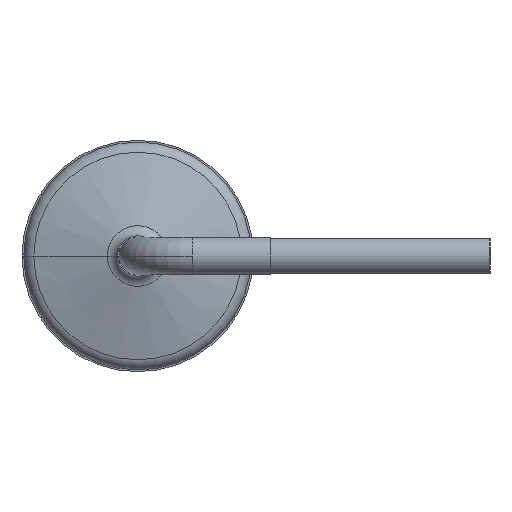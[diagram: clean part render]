
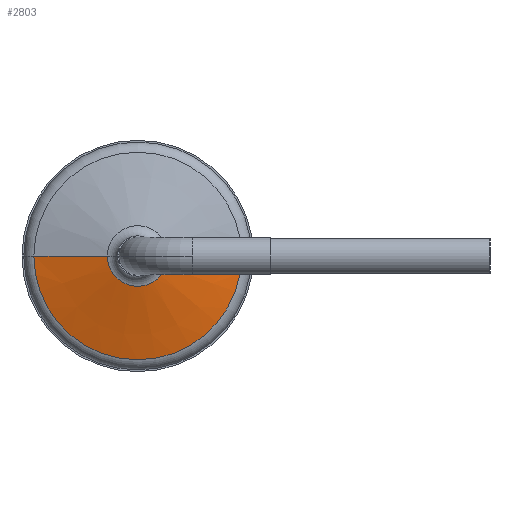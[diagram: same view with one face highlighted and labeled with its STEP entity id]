
A CAD part, left-side view. The second image highlights one B-rep face of the part: STEP entity #2803.
In plain terms, the highlighted conical face has half-angle 75 degrees and reference radius 1.504 mm.
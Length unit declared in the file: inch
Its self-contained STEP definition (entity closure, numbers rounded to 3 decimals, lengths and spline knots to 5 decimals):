
#523 = CARTESIAN_POINT ( 'NONE',  ( 0.15855, 0.01679, 0. ) ) ;
#564 = CARTESIAN_POINT ( 'NONE',  ( 0.15855, 0.13521, 0. ) ) ;
#1344 = DIRECTION ( 'NONE',  ( 0., -1., 0. ) ) ;
#1345 = DIRECTION ( 'NONE',  ( -1., 0., 0. ) ) ;
#1346 = CARTESIAN_POINT ( 'NONE',  ( 0.15855, 0.076, 0. ) ) ;
#1347 = AXIS2_PLACEMENT_3D ( 'NONE', #1346, #1345, #1344 ) ;
#1348 = CIRCLE ( 'NONE', #1347, 0.05921 ) ;
#1578 = FACE_OUTER_BOUND ( 'NONE', #2804, .T. ) ;
#1633 = DIRECTION ( 'NONE',  ( 0., 1., 0. ) ) ;
#1634 = DIRECTION ( 'NONE',  ( 1., 0., 0. ) ) ;
#1635 = AXIS2_PLACEMENT_3D ( 'NONE', #1639, #1634, #1633 ) ;
#1636 = CONICAL_SURFACE ( 'NONE', #1635, 0.05921, 1.309 ) ;
#1639 = CARTESIAN_POINT ( 'NONE',  ( 0.15855, 0.076, 0. ) ) ;
#2139 = EDGE_CURVE ( 'NONE', #2173, #2172, #3177, .T. ) ;
#2172 = VERTEX_POINT ( 'NONE', #3465 ) ;
#2173 = VERTEX_POINT ( 'NONE', #3432 ) ;
#2175 = EDGE_CURVE ( 'NONE', #2172, #2491, #3431, .T. ) ;
#2178 = EDGE_CURVE ( 'NONE', #2173, #2488, #3427, .T. ) ;
#2488 = VERTEX_POINT ( 'NONE', #564 ) ;
#2491 = VERTEX_POINT ( 'NONE', #523 ) ;
#2645 = ORIENTED_EDGE ( 'NONE', *, *, #2175, .F. ) ;
#2646 = ORIENTED_EDGE ( 'NONE', *, *, #2139, .F. ) ;
#2647 = ORIENTED_EDGE ( 'NONE', *, *, #2178, .T. ) ;
#2648 = ORIENTED_EDGE ( 'NONE', *, *, #2749, .T. ) ;
#2749 = EDGE_CURVE ( 'NONE', #2488, #2491, #1348, .T. ) ;
#2803 = ADVANCED_FACE ( 'NONE', ( #1578 ), #1636, .T. ) ;
#2804 = EDGE_LOOP ( 'NONE', ( #2645, #2646, #2647, #2648 ) ) ;
#3173 = DIRECTION ( 'NONE',  ( 0., -1., 0. ) ) ;
#3174 = DIRECTION ( 'NONE',  ( -1., 0., 0. ) ) ;
#3175 = CARTESIAN_POINT ( 'NONE',  ( 0.14732, 0.076, 0. ) ) ;
#3176 = AXIS2_PLACEMENT_3D ( 'NONE', #3175, #3174, #3173 ) ;
#3177 = CIRCLE ( 'NONE', #3176, 0.01729 ) ;
#3424 = DIRECTION ( 'NONE',  ( 0.259, 0.966, 0. ) ) ;
#3425 = VECTOR ( 'NONE', #3424, 39.37008 ) ;
#3426 = CARTESIAN_POINT ( 'NONE',  ( 0.15855, 0.13521, 0. ) ) ;
#3427 = LINE ( 'NONE', #3426, #3425 ) ;
#3428 = DIRECTION ( 'NONE',  ( 0.259, -0.966, 0. ) ) ;
#3429 = VECTOR ( 'NONE', #3428, 39.37008 ) ;
#3430 = CARTESIAN_POINT ( 'NONE',  ( 0.15855, 0.01679, 0. ) ) ;
#3431 = LINE ( 'NONE', #3430, #3429 ) ;
#3432 = CARTESIAN_POINT ( 'NONE',  ( 0.14732, 0.09329, 0. ) ) ;
#3465 = CARTESIAN_POINT ( 'NONE',  ( 0.14732, 0.05871, 0. ) ) ;
